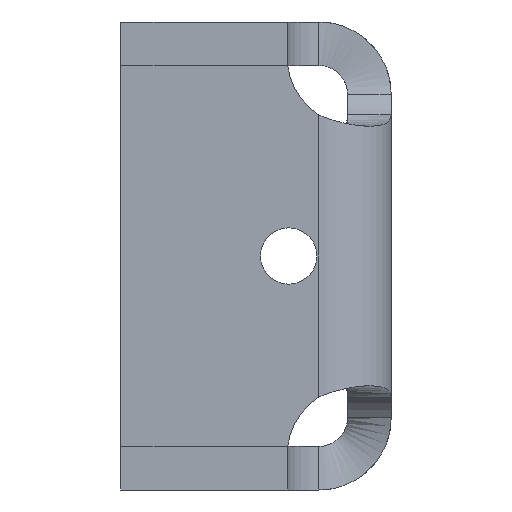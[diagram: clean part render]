
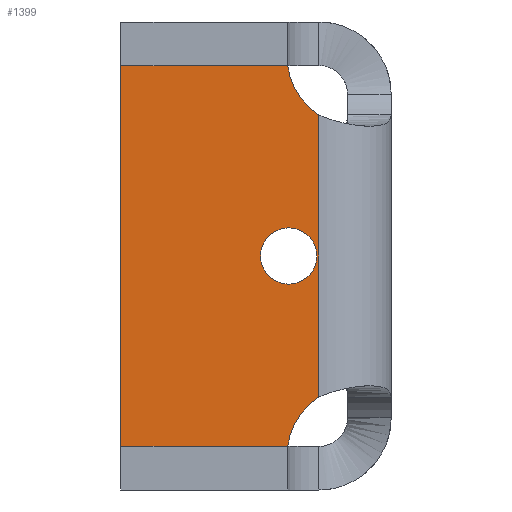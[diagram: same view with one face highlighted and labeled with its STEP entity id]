
A CAD part, left-side view. The second image highlights one B-rep face of the part: STEP entity #1399.
In plain terms, the highlighted planar face has unit normal (-1, 0, 0).
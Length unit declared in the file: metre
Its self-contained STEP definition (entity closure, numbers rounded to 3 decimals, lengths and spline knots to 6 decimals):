
#77=CIRCLE('',#1514,0.007703);
#78=CIRCLE('',#1515,0.007703);
#79=CIRCLE('',#1516,0.0031);
#259=ORIENTED_EDGE('',*,*,#619,.F.);
#260=ORIENTED_EDGE('',*,*,#613,.F.);
#261=ORIENTED_EDGE('',*,*,#618,.F.);
#262=ORIENTED_EDGE('',*,*,#611,.T.);
#263=ORIENTED_EDGE('',*,*,#620,.F.);
#264=ORIENTED_EDGE('',*,*,#621,.T.);
#265=ORIENTED_EDGE('',*,*,#622,.T.);
#611=EDGE_CURVE('',#796,#795,#927,.F.);
#613=EDGE_CURVE('',#797,#798,#929,.T.);
#618=EDGE_CURVE('',#796,#797,#934,.F.);
#619=EDGE_CURVE('',#798,#801,#77,.T.);
#620=EDGE_CURVE('',#802,#795,#78,.T.);
#621=EDGE_CURVE('',#802,#801,#935,.F.);
#622=EDGE_CURVE('',#803,#803,#79,.T.);
#795=VERTEX_POINT('',#2193);
#796=VERTEX_POINT('',#2195);
#797=VERTEX_POINT('',#2199);
#798=VERTEX_POINT('',#2200);
#801=VERTEX_POINT('',#2211);
#802=VERTEX_POINT('',#2213);
#803=VERTEX_POINT('',#2216);
#927=LINE('',#2194,#1059);
#929=LINE('',#2198,#1061);
#934=LINE('',#2208,#1066);
#935=LINE('',#2214,#1067);
#1059=VECTOR('',#1754,1.);
#1061=VECTOR('',#1758,1.);
#1066=VECTOR('',#1765,1.);
#1067=VECTOR('',#1772,1.);
#1169=EDGE_LOOP('',(#259,#260,#261,#262,#263,#264));
#1170=EDGE_LOOP('',(#265));
#1267=FACE_BOUND('',#1169,.T.);
#1268=FACE_BOUND('',#1170,.T.);
#1347=PLANE('',#1513);
#1399=ADVANCED_FACE('',(#1267,#1268),#1347,.F.);
#1513=AXIS2_PLACEMENT_3D('',#2209,#1766,#1767);
#1514=AXIS2_PLACEMENT_3D('',#2210,#1768,#1769);
#1515=AXIS2_PLACEMENT_3D('',#2212,#1770,#1771);
#1516=AXIS2_PLACEMENT_3D('',#2215,#1773,#1774);
#1754=DIRECTION('',(0.,1.,0.));
#1758=DIRECTION('',(0.,-1.,0.));
#1765=DIRECTION('',(0.,0.,-1.));
#1766=DIRECTION('',(1.,0.,0.));
#1767=DIRECTION('',(0.,0.,-1.));
#1768=DIRECTION('',(-1.,0.,0.));
#1769=DIRECTION('',(0.,0.,-1.));
#1770=DIRECTION('',(-1.,0.,0.));
#1771=DIRECTION('',(0.,1.,0.));
#1772=DIRECTION('',(0.,0.,-1.));
#1773=DIRECTION('',(1.,0.,0.));
#1774=DIRECTION('',(0.,0.,-1.));
#2193=CARTESIAN_POINT('',(-0.0273,0.006618,-0.02098));
#2194=CARTESIAN_POINT('',(-0.0273,0.025,-0.02098));
#2195=CARTESIAN_POINT('',(-0.0273,0.025,-0.02098));
#2198=CARTESIAN_POINT('',(-0.0273,0.025,0.02098));
#2199=CARTESIAN_POINT('',(-0.0273,0.025,0.02098));
#2200=CARTESIAN_POINT('',(-0.0273,0.006618,0.02098));
#2208=CARTESIAN_POINT('',(-0.0273,0.025,-0.0105));
#2209=CARTESIAN_POINT('',(-0.0273,0.025,-0.0105));
#2210=CARTESIAN_POINT('',(-0.0273,-0.001015,0.022015));
#2211=CARTESIAN_POINT('',(-0.0273,0.003175,0.015551));
#2212=CARTESIAN_POINT('',(-0.0273,-0.001015,-0.022015));
#2213=CARTESIAN_POINT('',(-0.0273,0.003175,-0.015551));
#2214=CARTESIAN_POINT('',(-0.0273,0.003175,-0.0105));
#2215=CARTESIAN_POINT('',(-0.0273,0.0065,0.));
#2216=CARTESIAN_POINT('',(-0.0273,0.0065,-0.0031));
